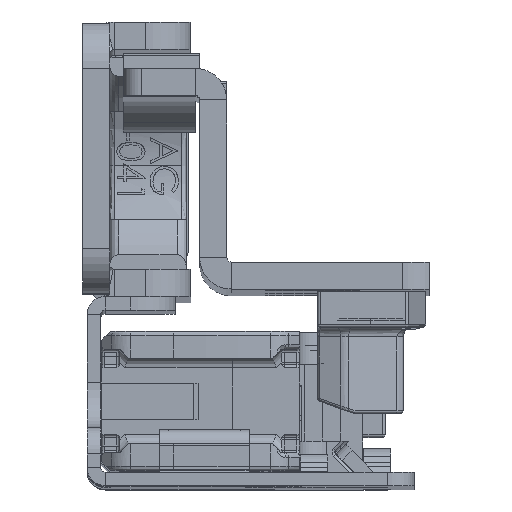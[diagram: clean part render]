
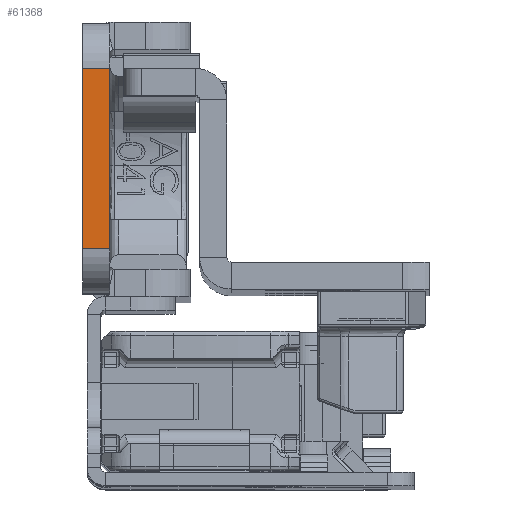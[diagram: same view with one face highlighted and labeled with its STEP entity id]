
A CAD part, top view. The second image highlights one B-rep face of the part: STEP entity #61368.
In plain terms, the highlighted planar face has unit normal (0, 0, 1).
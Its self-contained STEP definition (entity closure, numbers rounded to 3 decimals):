
#2894 = ORIENTED_EDGE ( 'NONE', *, *, #14305, .T. ) ;
#7533 = DIRECTION ( 'NONE',  ( 0., -1., 0. ) ) ;
#10850 = DIRECTION ( 'NONE',  ( -1., 0., 0. ) ) ;
#14305 = EDGE_CURVE ( 'NONE', #48485, #63640, #40646, .T. ) ;
#15187 = CARTESIAN_POINT ( 'NONE',  ( 3., -22.5, 0. ) ) ;
#17420 = ORIENTED_EDGE ( 'NONE', *, *, #46424, .F. ) ;
#18120 = ORIENTED_EDGE ( 'NONE', *, *, #51368, .T. ) ;
#19573 = DIRECTION ( 'NONE',  ( -1., 0., 0. ) ) ;
#23425 = VERTEX_POINT ( 'NONE', #40157 ) ;
#24228 = VECTOR ( 'NONE', #19573, 1000. ) ;
#25377 = PLANE ( 'NONE',  #61621 ) ;
#27410 = CARTESIAN_POINT ( 'NONE',  ( 3., 10., 0. ) ) ;
#28478 = VECTOR ( 'NONE', #10850, 1000. ) ;
#29327 = CARTESIAN_POINT ( 'NONE',  ( 3., -10., 0. ) ) ;
#30828 = FACE_OUTER_BOUND ( 'NONE', #49980, .T. ) ;
#31888 = DIRECTION ( 'NONE',  ( 0., 0., -1. ) ) ;
#40157 = CARTESIAN_POINT ( 'NONE',  ( 0., -10., 0. ) ) ;
#40646 = LINE ( 'NONE', #41006, #24228 ) ;
#41006 = CARTESIAN_POINT ( 'NONE',  ( 3., 10., 0. ) ) ;
#41268 = CARTESIAN_POINT ( 'NONE',  ( 0., 10., 0. ) ) ;
#41332 = LINE ( 'NONE', #64178, #46258 ) ;
#44618 = LINE ( 'NONE', #55912, #28478 ) ;
#46258 = VECTOR ( 'NONE', #7533, 1000. ) ;
#46424 = EDGE_CURVE ( 'NONE', #50480, #23425, #44618, .T. ) ;
#48485 = VERTEX_POINT ( 'NONE', #27410 ) ;
#49980 = EDGE_LOOP ( 'NONE', ( #17420, #56909, #2894, #18120 ) ) ;
#50480 = VERTEX_POINT ( 'NONE', #29327 ) ;
#50886 = VECTOR ( 'NONE', #52592, 1000. ) ;
#51368 = EDGE_CURVE ( 'NONE', #63640, #23425, #68871, .T. ) ;
#51402 = EDGE_CURVE ( 'NONE', #48485, #50480, #41332, .T. ) ;
#52592 = DIRECTION ( 'NONE',  ( 0., -1., 0. ) ) ;
#55912 = CARTESIAN_POINT ( 'NONE',  ( 3., -10., 0. ) ) ;
#56909 = ORIENTED_EDGE ( 'NONE', *, *, #51402, .F. ) ;
#58769 = CARTESIAN_POINT ( 'NONE',  ( 0., -22.5, 0. ) ) ;
#61368 = ADVANCED_FACE ( 'NONE', ( #30828 ), #25377, .F. ) ;
#61621 = AXIS2_PLACEMENT_3D ( 'NONE', #15187, #31888, #70710 ) ;
#63640 = VERTEX_POINT ( 'NONE', #41268 ) ;
#64178 = CARTESIAN_POINT ( 'NONE',  ( 3., -22.5, 0. ) ) ;
#68871 = LINE ( 'NONE', #58769, #50886 ) ;
#70710 = DIRECTION ( 'NONE',  ( -1., 0., 0. ) ) ;
